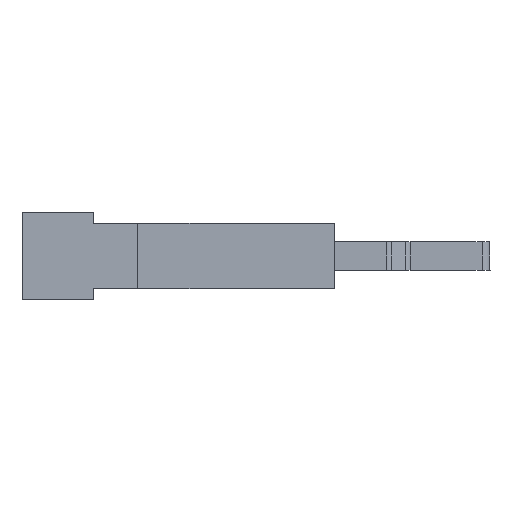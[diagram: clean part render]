
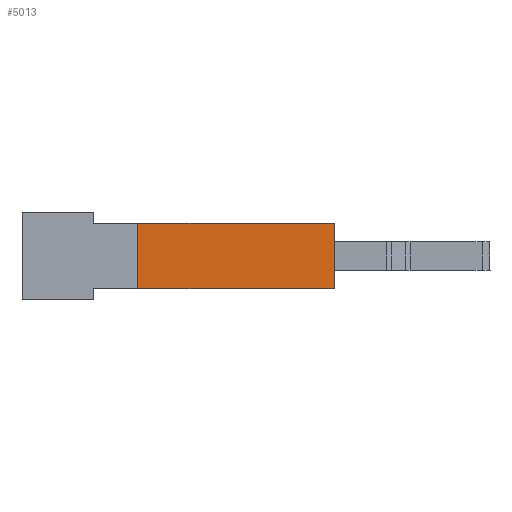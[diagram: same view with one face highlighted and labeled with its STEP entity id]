
A CAD part, left-side view. The second image highlights one B-rep face of the part: STEP entity #5013.
In plain terms, the highlighted planar face has unit normal (-1, 0, 0).
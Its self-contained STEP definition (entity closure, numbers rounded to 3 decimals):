
#113 = AXIS2_PLACEMENT_3D ( 'NONE', #2547, #2551, #2556 ) ;
#189 = VECTOR ( 'NONE', #2585, 1000. ) ;
#293 = VECTOR ( 'NONE', #3345, 1000. ) ;
#523 = VECTOR ( 'NONE', #4081, 1000. ) ;
#528 = VECTOR ( 'NONE', #3961, 1000. ) ;
#1065 = EDGE_LOOP ( 'NONE', ( #2010, #2038, #2103, #2036 ) ) ;
#1589 = CARTESIAN_POINT ( 'NONE',  ( 2., -12.4, 4.1 ) ) ;
#1599 = CARTESIAN_POINT ( 'NONE',  ( 2., 0., 4.1 ) ) ;
#1649 = CARTESIAN_POINT ( 'NONE',  ( 2., 0., 0. ) ) ;
#1672 = CARTESIAN_POINT ( 'NONE',  ( 2., -12.4, 0. ) ) ;
#2010 = ORIENTED_EDGE ( 'NONE', *, *, #5437, .T. ) ;
#2036 = ORIENTED_EDGE ( 'NONE', *, *, #5190, .T. ) ;
#2038 = ORIENTED_EDGE ( 'NONE', *, *, #5150, .F. ) ;
#2103 = ORIENTED_EDGE ( 'NONE', *, *, #5398, .F. ) ;
#2462 = CARTESIAN_POINT ( 'NONE',  ( 2., -12.5, 4.1 ) ) ;
#2547 = CARTESIAN_POINT ( 'NONE',  ( 2., -12.5, 4.1 ) ) ;
#2551 = DIRECTION ( 'NONE',  ( 1., 0., 0. ) ) ;
#2555 = PLANE ( 'NONE',  #113 ) ;
#2556 = DIRECTION ( 'NONE',  ( 0., 0., -1. ) ) ;
#2563 = FACE_OUTER_BOUND ( 'NONE', #1065, .T. ) ;
#2585 = DIRECTION ( 'NONE',  ( 0., -1., 0. ) ) ;
#3177 = LINE ( 'NONE', #2462, #189 ) ;
#3323 = LINE ( 'NONE', #3331, #293 ) ;
#3331 = CARTESIAN_POINT ( 'NONE',  ( 2., 0., 0. ) ) ;
#3345 = DIRECTION ( 'NONE',  ( 0., -1., 0. ) ) ;
#3961 = DIRECTION ( 'NONE',  ( 0., 0., 1. ) ) ;
#3985 = LINE ( 'NONE', #3986, #528 ) ;
#3986 = CARTESIAN_POINT ( 'NONE',  ( 2., 0., 4.1 ) ) ;
#4081 = DIRECTION ( 'NONE',  ( 0., 0., 1. ) ) ;
#4088 = LINE ( 'NONE', #4103, #523 ) ;
#4103 = CARTESIAN_POINT ( 'NONE',  ( 2., -12.4, 4.1 ) ) ;
#4616 = VERTEX_POINT ( 'NONE', #1589 ) ;
#4651 = VERTEX_POINT ( 'NONE', #1599 ) ;
#4670 = VERTEX_POINT ( 'NONE', #1649 ) ;
#4678 = VERTEX_POINT ( 'NONE', #1672 ) ;
#5013 = ADVANCED_FACE ( 'NONE', ( #2563 ), #2555, .F. ) ;
#5150 = EDGE_CURVE ( 'NONE', #4651, #4616, #3177, .T. ) ;
#5190 = EDGE_CURVE ( 'NONE', #4670, #4678, #3323, .T. ) ;
#5398 = EDGE_CURVE ( 'NONE', #4670, #4651, #3985, .T. ) ;
#5437 = EDGE_CURVE ( 'NONE', #4678, #4616, #4088, .T. ) ;
